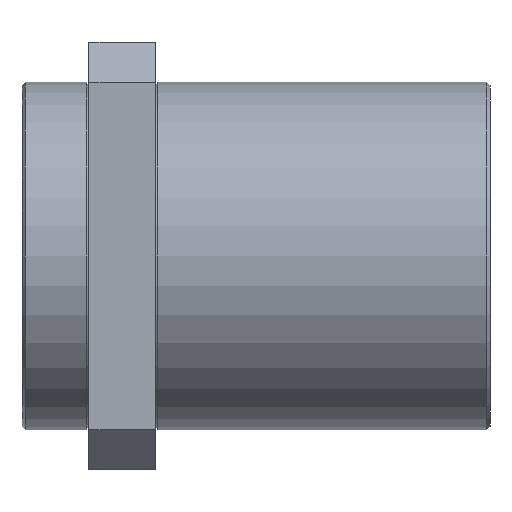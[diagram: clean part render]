
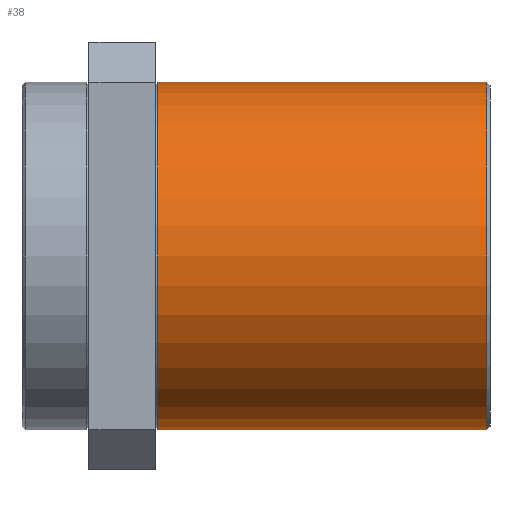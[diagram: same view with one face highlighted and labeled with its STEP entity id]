
A CAD part, front view. The second image highlights one B-rep face of the part: STEP entity #38.
In plain terms, the highlighted cylindrical face has radius 26 mm (diameter 52 mm), a partial arc.
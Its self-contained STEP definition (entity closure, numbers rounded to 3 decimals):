
#38 = ADVANCED_FACE ( 'NONE', ( #1252 ), #1233, .T. ) ;
#88 = VECTOR ( 'NONE', #460, 1000. ) ;
#89 = LINE ( 'NONE', #459, #88 ) ;
#94 = VECTOR ( 'NONE', #456, 1000. ) ;
#102 = LINE ( 'NONE', #455, #94 ) ;
#173 = AXIS2_PLACEMENT_3D ( 'NONE', #1527, #1536, #1512 ) ;
#187 = AXIS2_PLACEMENT_3D ( 'NONE', #495, #496, #497 ) ;
#189 = AXIS2_PLACEMENT_3D ( 'NONE', #485, #487, #488 ) ;
#247 = EDGE_CURVE ( 'NONE', #291, #300, #102, .T. ) ;
#249 = EDGE_CURVE ( 'NONE', #379, #352, #89, .T. ) ;
#258 = EDGE_CURVE ( 'NONE', #352, #300, #1473, .T. ) ;
#261 = EDGE_CURVE ( 'NONE', #379, #291, #1469, .T. ) ;
#291 = VERTEX_POINT ( 'NONE', #535 ) ;
#300 = VERTEX_POINT ( 'NONE', #542 ) ;
#352 = VERTEX_POINT ( 'NONE', #572 ) ;
#379 = VERTEX_POINT ( 'NONE', #588 ) ;
#455 = CARTESIAN_POINT ( 'NONE',  ( -10., 0., 26. ) ) ;
#456 = DIRECTION ( 'NONE',  ( 1., 0., 0. ) ) ;
#459 = CARTESIAN_POINT ( 'NONE',  ( -10., 0., -26. ) ) ;
#460 = DIRECTION ( 'NONE',  ( 1., 0., 0. ) ) ;
#485 = CARTESIAN_POINT ( 'NONE',  ( 59.5, 0., 0. ) ) ;
#487 = DIRECTION ( 'NONE',  ( -1., 0., 0. ) ) ;
#488 = DIRECTION ( 'NONE',  ( 0., 0., -1. ) ) ;
#495 = CARTESIAN_POINT ( 'NONE',  ( 10.3, 0., 0. ) ) ;
#496 = DIRECTION ( 'NONE',  ( -1., 0., 0. ) ) ;
#497 = DIRECTION ( 'NONE',  ( 0., 0., 1. ) ) ;
#535 = CARTESIAN_POINT ( 'NONE',  ( 10.3, 0., 26. ) ) ;
#542 = CARTESIAN_POINT ( 'NONE',  ( 59.5, 0., 26. ) ) ;
#572 = CARTESIAN_POINT ( 'NONE',  ( 59.5, 0., -26. ) ) ;
#588 = CARTESIAN_POINT ( 'NONE',  ( 10.3, 0., -26. ) ) ;
#811 = ORIENTED_EDGE ( 'NONE', *, *, #261, .F. ) ;
#831 = ORIENTED_EDGE ( 'NONE', *, *, #249, .T. ) ;
#874 = ORIENTED_EDGE ( 'NONE', *, *, #258, .T. ) ;
#907 = ORIENTED_EDGE ( 'NONE', *, *, #247, .F. ) ;
#1233 = CYLINDRICAL_SURFACE ( 'NONE', #173, 26. ) ;
#1252 = FACE_OUTER_BOUND ( 'NONE', #1441, .T. ) ;
#1441 = EDGE_LOOP ( 'NONE', ( #907, #811, #831, #874 ) ) ;
#1469 = CIRCLE ( 'NONE', #187, 26. ) ;
#1473 = CIRCLE ( 'NONE', #189, 26. ) ;
#1512 = DIRECTION ( 'NONE',  ( 0., 0., -1. ) ) ;
#1527 = CARTESIAN_POINT ( 'NONE',  ( -10., 0., 0. ) ) ;
#1536 = DIRECTION ( 'NONE',  ( 1., 0., 0. ) ) ;
